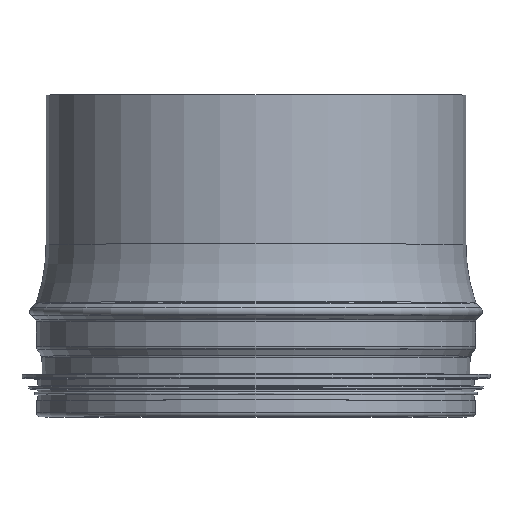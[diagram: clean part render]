
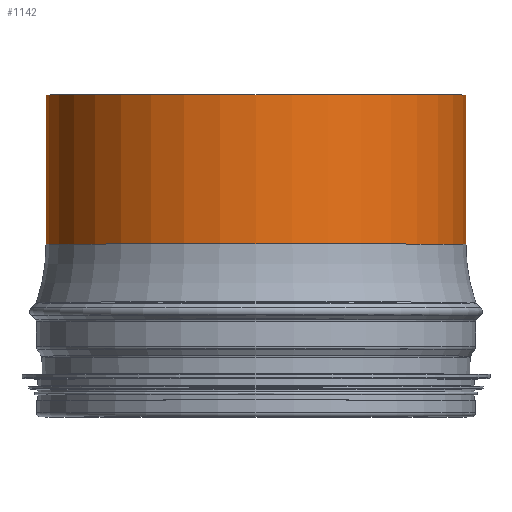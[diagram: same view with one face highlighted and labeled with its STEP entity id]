
A CAD part, top view. The second image highlights one B-rep face of the part: STEP entity #1142.
In plain terms, the highlighted cylindrical face has radius 76 mm (diameter 152 mm), a full revolution.
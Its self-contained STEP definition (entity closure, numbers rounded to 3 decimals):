
#974=CARTESIAN_POINT('',(76.0,62.5,0.0));
#975=VERTEX_POINT('',#974);
#998=CARTESIAN_POINT('',(76.,62.5,-0.001));
#999=VERTEX_POINT('',#998);
#1039=CARTESIAN_POINT('',(76.0,116.5,0.0));
#1040=VERTEX_POINT('',#1039);
#1047=CARTESIAN_POINT('',(76.0,62.5,0.0));
#1048=DIRECTION('',(0.0,1.0,0.0));
#1049=VECTOR('',#1048,54.0);
#1050=LINE('',#1047,#1049);
#1051=EDGE_CURVE('',#975,#1040,#1050,.T.);
#1094=CARTESIAN_POINT('',(76.,116.5,-0.001));
#1095=VERTEX_POINT('',#1094);
#1102=CARTESIAN_POINT('',(0.0,116.5,0.0));
#1103=DIRECTION('',(0.0,-1.0,0.0));
#1104=DIRECTION('',(1.0,0.0,0.0));
#1105=AXIS2_PLACEMENT_3D('',#1102,#1103,#1104);
#1106=CIRCLE('',#1105,76.0);
#1107=EDGE_CURVE('',#1040,#1095,#1106,.T.);
#1120=CARTESIAN_POINT('',(0.0,54.758,0.0));
#1121=DIRECTION('',(0.0,-1.0,0.0));
#1122=DIRECTION('',(1.0,0.0,0.0));
#1123=AXIS2_PLACEMENT_3D('',#1120,#1121,#1122);
#1124=CYLINDRICAL_SURFACE('',#1123,76.0);
#1125=CARTESIAN_POINT('',(76.,116.5,-0.001));
#1126=DIRECTION('',(0.0,-1.0,0.0));
#1127=VECTOR('',#1126,54.0);
#1128=LINE('',#1125,#1127);
#1129=EDGE_CURVE('',#1095,#999,#1128,.T.);
#1130=ORIENTED_EDGE('',*,*,#1129,.T.);
#1131=CARTESIAN_POINT('',(0.0,62.5,0.0));
#1132=DIRECTION('',(0.0,-1.0,0.0));
#1133=DIRECTION('',(1.0,0.0,0.0));
#1134=AXIS2_PLACEMENT_3D('',#1131,#1132,#1133);
#1135=CIRCLE('',#1134,76.0);
#1136=EDGE_CURVE('',#975,#999,#1135,.T.);
#1137=ORIENTED_EDGE('',*,*,#1136,.F.);
#1138=ORIENTED_EDGE('',*,*,#1051,.T.);
#1139=ORIENTED_EDGE('',*,*,#1107,.T.);
#1140=EDGE_LOOP('',(#1130,#1137,#1138,#1139));
#1141=FACE_OUTER_BOUND('',#1140,.T.);
#1142=ADVANCED_FACE('',(#1141),#1124,.T.);
